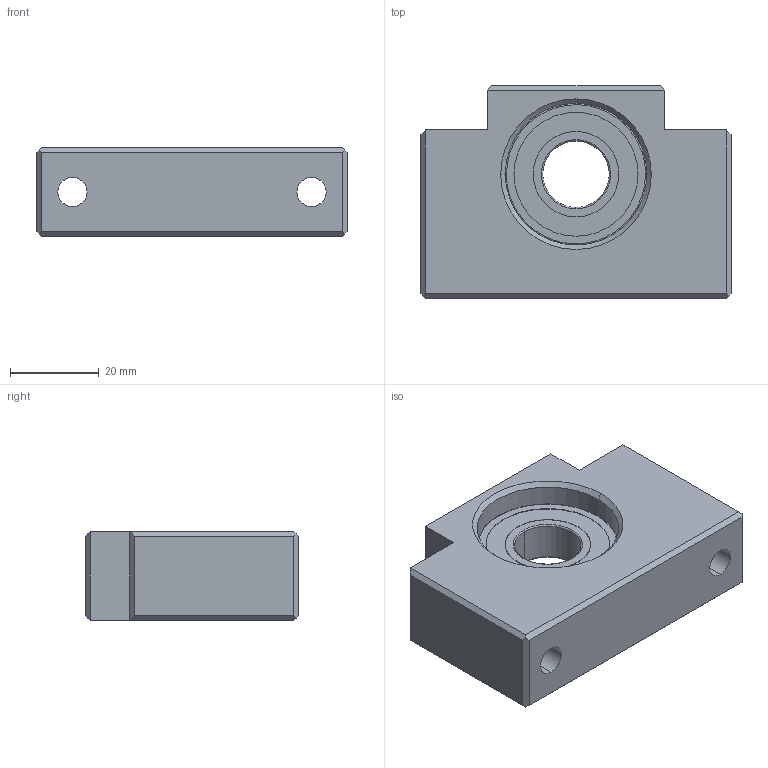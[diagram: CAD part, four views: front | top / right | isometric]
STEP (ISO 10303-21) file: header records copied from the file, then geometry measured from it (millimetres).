
FILE_DESCRIPTION (( 'STEP AP203' ), '1' );
FILE_NAME ('BF 15DS.STEP', '2014-07-22T01:02:15', ( '' ), ( '' ), 'SwSTEP 2.0', 'SolidWorks 2013', '' );
FILE_SCHEMA (( 'CONFIG_CONTROL_DESIGN' ));
Length unit declared in the file: millimetre
Products named in the file (3): BLOCK_15; BF 15DS; 6002ZZ
Assembly tree (2 placements, depth 2):
  BF 15DS
    BLOCK_15
    6002ZZ
Bounding box: 70 x 48 x 20 mm (x, y, z)
Volume: 45397.5 mm3; surface area: 17944.9 mm2
Topology: 16 solids, 16 shells, 116 faces, 270 edges, 148 vertices
Faces by surface type: cylinder 38, plane 38, bspline 36, cone 4
Entity records: 3705 total; most frequent: CARTESIAN_POINT 1059, DIRECTION 506, ORIENTED_EDGE 452, EDGE_CURVE 226, AXIS2_PLACEMENT_3D 203, VERTEX_POINT 148, EDGE_LOOP 136, CIRCLE 118
